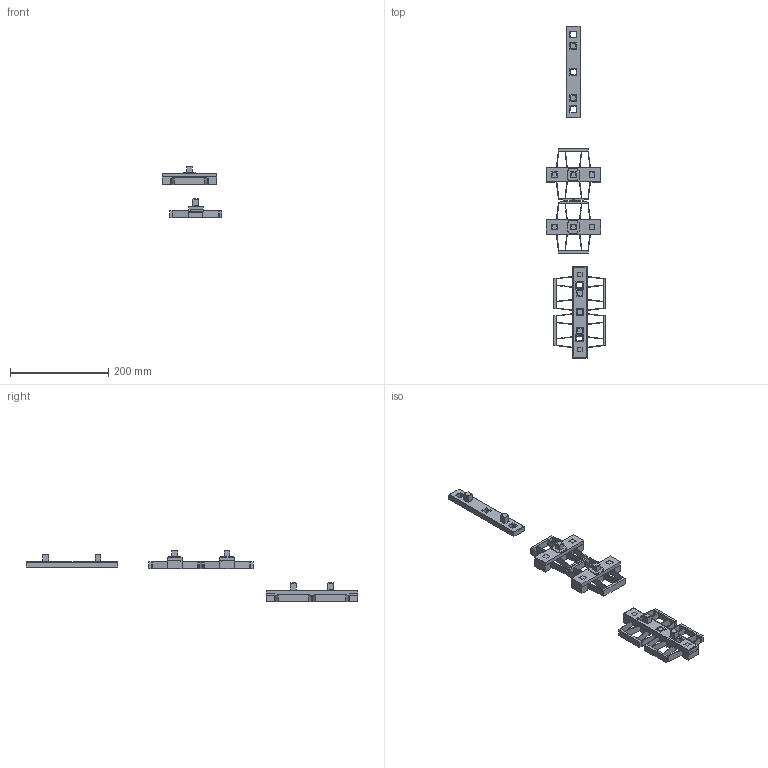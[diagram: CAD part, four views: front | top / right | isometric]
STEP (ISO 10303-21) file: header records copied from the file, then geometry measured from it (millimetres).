
FILE_DESCRIPTION(/* description */ (''),/* implementation_level */ '2;1');
FILE_NAME(/* name */ 'adapter liner bereing x to y v5.step',/* time_stamp */ '2024-05-04T12:18:38+10:00',/* author */ (''),/* organization */ (''),/* preprocessor_version */ 'ST-DEVELOPER v20',/* originating_system */ 'Autodesk Translation Framework v12.20.1.177',/* authorisation */ '');
FILE_SCHEMA (('AUTOMOTIVE_DESIGN { 1 0 10303 214 3 1 1 }'));
Length unit declared in the file: millimetre
Products named in the file (10): adapter liner bereing x to y; adpter; spacer x male; spacer y male; Component12; x flex v7; flex; y flex v7; flex (1); top (1)
Assembly tree (9 placements, depth 4):
  adapter liner bereing x to y
    adpter
      spacer x male
      spacer y male
        Component12
      x flex v7
        flex
      y flex v7
        flex (1)
        top (1)
Bounding box: 121.38 x 674.28 x 103.99 mm (x, y, z)
Volume: 325957.7 mm3; surface area: 145065.1 mm2
Topology: 7 solids, 7 shells, 913 faces, 2475 edges, 1582 vertices
Faces by surface type: plane 693, cylinder 220
Entity records: 28662 total; most frequent: CARTESIAN_POINT 4989, ORIENTED_EDGE 4950, DIRECTION 4779, EDGE_CURVE 2475, LINE 2035, VECTOR 2035, VERTEX_POINT 1582, AXIS2_PLACEMENT_3D 1372
